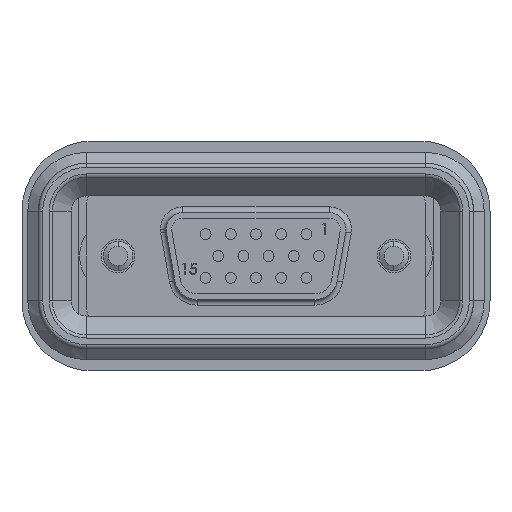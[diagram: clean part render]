
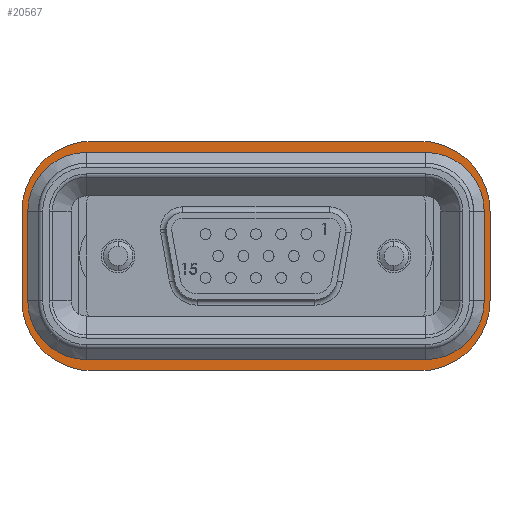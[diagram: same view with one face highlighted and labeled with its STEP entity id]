
A CAD part, front view. The second image highlights one B-rep face of the part: STEP entity #20567.
In plain terms, the highlighted planar face has unit normal (0, -1, 0).
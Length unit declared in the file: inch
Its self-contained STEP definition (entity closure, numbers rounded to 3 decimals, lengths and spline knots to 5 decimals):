
#178 = AXIS2_PLACEMENT_3D ( 'NONE', #15623, #1853, #17959 ) ;
#468 = DIRECTION ( 'NONE',  ( 0., 1., 0. ) ) ;
#607 = DIRECTION ( 'NONE',  ( 0., 0., -1. ) ) ;
#801 = DIRECTION ( 'NONE',  ( 0., -1., 0. ) ) ;
#862 = ORIENTED_EDGE ( 'NONE', *, *, #23866, .F. ) ;
#975 = CARTESIAN_POINT ( 'NONE',  ( 0.585, 0., 0.37 ) ) ;
#1085 = AXIS2_PLACEMENT_3D ( 'NONE', #5894, #21988, #8240 ) ;
#1231 = ORIENTED_EDGE ( 'NONE', *, *, #12334, .F. ) ;
#1317 = CARTESIAN_POINT ( 'NONE',  ( -0.795, 0., 0.16 ) ) ;
#1386 = CIRCLE ( 'NONE', #5938, 0.25 ) ;
#1738 = DIRECTION ( 'NONE',  ( 0., 0., 1. ) ) ;
#1853 = DIRECTION ( 'NONE',  ( 0., -1., 0. ) ) ;
#2262 = DIRECTION ( 'NONE',  ( 0., 0., -1. ) ) ;
#2494 = CARTESIAN_POINT ( 'NONE',  ( -0.835, 0., 0.16 ) ) ;
#2693 = DIRECTION ( 'NONE',  ( 0., -1., 0. ) ) ;
#2750 = VERTEX_POINT ( 'NONE', #2494 ) ;
#2805 = EDGE_CURVE ( 'NONE', #4293, #6323, #20773, .T. ) ;
#2971 = CIRCLE ( 'NONE', #13921, 0.25 ) ;
#3071 = ORIENTED_EDGE ( 'NONE', *, *, #17208, .T. ) ;
#3125 = LINE ( 'NONE', #29303, #20778 ) ;
#3355 = CARTESIAN_POINT ( 'NONE',  ( 0.585, 0., 0.16 ) ) ;
#3664 = CIRCLE ( 'NONE', #178, 0.21 ) ;
#3851 = AXIS2_PLACEMENT_3D ( 'NONE', #29818, #16031, #2262 ) ;
#3879 = ORIENTED_EDGE ( 'NONE', *, *, #20138, .F. ) ;
#4116 = EDGE_CURVE ( 'NONE', #22038, #5499, #5500, .T. ) ;
#4168 = CARTESIAN_POINT ( 'NONE',  ( -0.835, 0., -0.16 ) ) ;
#4293 = VERTEX_POINT ( 'NONE', #17975 ) ;
#4479 = LINE ( 'NONE', #15145, #28232 ) ;
#4799 = CARTESIAN_POINT ( 'NONE',  ( 0.835, 0., -0.16 ) ) ;
#4969 = AXIS2_PLACEMENT_3D ( 'NONE', #26370, #12592, #28670 ) ;
#5499 = VERTEX_POINT ( 'NONE', #23076 ) ;
#5500 = CIRCLE ( 'NONE', #1085, 0.25 ) ;
#5680 = DIRECTION ( 'NONE',  ( 0., 0., -1. ) ) ;
#5894 = CARTESIAN_POINT ( 'NONE',  ( -0.585, 0., -0.16 ) ) ;
#5938 = AXIS2_PLACEMENT_3D ( 'NONE', #14580, #801, #16895 ) ;
#6023 = VERTEX_POINT ( 'NONE', #27351 ) ;
#6117 = VECTOR ( 'NONE', #27240, 39.37008 ) ;
#6323 = VERTEX_POINT ( 'NONE', #12662 ) ;
#7148 = DIRECTION ( 'NONE',  ( 0., 0., -1. ) ) ;
#7349 = ORIENTED_EDGE ( 'NONE', *, *, #9875, .F. ) ;
#7593 = EDGE_CURVE ( 'NONE', #13663, #6023, #3664, .T. ) ;
#7983 = AXIS2_PLACEMENT_3D ( 'NONE', #3355, #19470, #5680 ) ;
#8240 = DIRECTION ( 'NONE',  ( 0., 0., 1. ) ) ;
#8767 = CARTESIAN_POINT ( 'NONE',  ( -0.585, 0., 0.37 ) ) ;
#8907 = VERTEX_POINT ( 'NONE', #1317 ) ;
#9471 = ORIENTED_EDGE ( 'NONE', *, *, #7593, .F. ) ;
#9497 = CARTESIAN_POINT ( 'NONE',  ( 0.585, 0., -0.16 ) ) ;
#9632 = CARTESIAN_POINT ( 'NONE',  ( -0.835, 0., 0.41 ) ) ;
#9662 = VECTOR ( 'NONE', #7148, 39.37008 ) ;
#9875 = EDGE_CURVE ( 'NONE', #21867, #22203, #11829, .T. ) ;
#10171 = CARTESIAN_POINT ( 'NONE',  ( -0.585, 0., -0.37 ) ) ;
#10241 = ORIENTED_EDGE ( 'NONE', *, *, #2805, .F. ) ;
#10309 = AXIS2_PLACEMENT_3D ( 'NONE', #16482, #2693, #18799 ) ;
#10799 = EDGE_CURVE ( 'NONE', #19662, #23353, #27291, .T. ) ;
#10914 = DIRECTION ( 'NONE',  ( 1., 0., 0. ) ) ;
#11808 = DIRECTION ( 'NONE',  ( 0., 0., 1. ) ) ;
#11829 = LINE ( 'NONE', #13594, #6117 ) ;
#12090 = LINE ( 'NONE', #975, #16764 ) ;
#12283 = VERTEX_POINT ( 'NONE', #28400 ) ;
#12334 = EDGE_CURVE ( 'NONE', #15692, #17715, #25028, .T. ) ;
#12421 = EDGE_CURVE ( 'NONE', #8907, #4293, #4479, .T. ) ;
#12460 = DIRECTION ( 'NONE',  ( 1., 0., 0. ) ) ;
#12542 = ORIENTED_EDGE ( 'NONE', *, *, #21279, .T. ) ;
#12592 = DIRECTION ( 'NONE',  ( 0., -1., 0. ) ) ;
#12662 = CARTESIAN_POINT ( 'NONE',  ( -0.585, 0., -0.37 ) ) ;
#12747 = ORIENTED_EDGE ( 'NONE', *, *, #4116, .T. ) ;
#12939 = ORIENTED_EDGE ( 'NONE', *, *, #24898, .F. ) ;
#13198 = CIRCLE ( 'NONE', #4969, 0.25 ) ;
#13594 = CARTESIAN_POINT ( 'NONE',  ( -0.835, 0., 0.41 ) ) ;
#13663 = VERTEX_POINT ( 'NONE', #18408 ) ;
#13921 = AXIS2_PLACEMENT_3D ( 'NONE', #9497, #25596, #11808 ) ;
#13998 = CARTESIAN_POINT ( 'NONE',  ( 0.835, 0., 0.41 ) ) ;
#14477 = CARTESIAN_POINT ( 'NONE',  ( 0.585, 0., 0.37 ) ) ;
#14580 = CARTESIAN_POINT ( 'NONE',  ( 0.585, 0., 0.16 ) ) ;
#15095 = FACE_OUTER_BOUND ( 'NONE', #16900, .T. ) ;
#15145 = CARTESIAN_POINT ( 'NONE',  ( -0.795, 0., 0.16 ) ) ;
#15154 = VECTOR ( 'NONE', #12460, 39.37008 ) ;
#15623 = CARTESIAN_POINT ( 'NONE',  ( 0.585, 0., -0.16 ) ) ;
#15692 = VERTEX_POINT ( 'NONE', #18728 ) ;
#15892 = VECTOR ( 'NONE', #607, 39.37008 ) ;
#16031 = DIRECTION ( 'NONE',  ( 0., -1., 0. ) ) ;
#16325 = LINE ( 'NONE', #26993, #17042 ) ;
#16482 = CARTESIAN_POINT ( 'NONE',  ( -0.585, 0., -0.16 ) ) ;
#16565 = DIRECTION ( 'NONE',  ( 0., 0., 1. ) ) ;
#16698 = EDGE_CURVE ( 'NONE', #5499, #12283, #16325, .T. ) ;
#16764 = VECTOR ( 'NONE', #19381, 39.37008 ) ;
#16895 = DIRECTION ( 'NONE',  ( 0., 0., 1. ) ) ;
#16900 = EDGE_LOOP ( 'NONE', ( #3071, #12747, #25190, #23729, #26124, #21558, #7349, #12542 ) ) ;
#17042 = VECTOR ( 'NONE', #10914, 39.37008 ) ;
#17208 = EDGE_CURVE ( 'NONE', #2750, #22038, #28858, .T. ) ;
#17228 = EDGE_LOOP ( 'NONE', ( #25916, #862, #17601, #1231, #12939, #9471, #3879, #10241 ) ) ;
#17601 = ORIENTED_EDGE ( 'NONE', *, *, #25991, .F. ) ;
#17715 = VERTEX_POINT ( 'NONE', #14477 ) ;
#17959 = DIRECTION ( 'NONE',  ( 0., 0., -1. ) ) ;
#17975 = CARTESIAN_POINT ( 'NONE',  ( -0.795, 0., -0.16 ) ) ;
#18408 = CARTESIAN_POINT ( 'NONE',  ( 0.585, 0., -0.37 ) ) ;
#18728 = CARTESIAN_POINT ( 'NONE',  ( 0.795, 0., 0.16 ) ) ;
#18799 = DIRECTION ( 'NONE',  ( 0., 0., -1. ) ) ;
#19381 = DIRECTION ( 'NONE',  ( -1., 0., 0. ) ) ;
#19442 = CARTESIAN_POINT ( 'NONE',  ( 0.835, 0., 0.16 ) ) ;
#19470 = DIRECTION ( 'NONE',  ( 0., -1., 0. ) ) ;
#19662 = VERTEX_POINT ( 'NONE', #19442 ) ;
#20104 = CARTESIAN_POINT ( 'NONE',  ( -0.585, 0., 0.41 ) ) ;
#20138 = EDGE_CURVE ( 'NONE', #6323, #13663, #21251, .T. ) ;
#20488 = FACE_BOUND ( 'NONE', #17228, .T. ) ;
#20567 = ADVANCED_FACE ( 'NONE', ( #20488, #15095 ), #28016, .F. ) ;
#20773 = CIRCLE ( 'NONE', #10309, 0.21 ) ;
#20778 = VECTOR ( 'NONE', #1738, 39.37008 ) ;
#21251 = LINE ( 'NONE', #10171, #15154 ) ;
#21279 = EDGE_CURVE ( 'NONE', #21867, #2750, #13198, .T. ) ;
#21442 = VERTEX_POINT ( 'NONE', #8767 ) ;
#21558 = ORIENTED_EDGE ( 'NONE', *, *, #28716, .T. ) ;
#21867 = VERTEX_POINT ( 'NONE', #20104 ) ;
#21988 = DIRECTION ( 'NONE',  ( 0., -1., 0. ) ) ;
#22038 = VERTEX_POINT ( 'NONE', #4168 ) ;
#22203 = VERTEX_POINT ( 'NONE', #25513 ) ;
#23076 = CARTESIAN_POINT ( 'NONE',  ( -0.585, 0., -0.41 ) ) ;
#23353 = VERTEX_POINT ( 'NONE', #4799 ) ;
#23729 = ORIENTED_EDGE ( 'NONE', *, *, #29658, .T. ) ;
#23866 = EDGE_CURVE ( 'NONE', #21442, #8907, #26267, .T. ) ;
#24407 = DIRECTION ( 'NONE',  ( 0., 0., -1. ) ) ;
#24898 = EDGE_CURVE ( 'NONE', #6023, #15692, #3125, .T. ) ;
#25028 = CIRCLE ( 'NONE', #7983, 0.21 ) ;
#25190 = ORIENTED_EDGE ( 'NONE', *, *, #16698, .T. ) ;
#25513 = CARTESIAN_POINT ( 'NONE',  ( 0.585, 0., 0.41 ) ) ;
#25596 = DIRECTION ( 'NONE',  ( 0., -1., 0. ) ) ;
#25916 = ORIENTED_EDGE ( 'NONE', *, *, #12421, .F. ) ;
#25991 = EDGE_CURVE ( 'NONE', #17715, #21442, #12090, .T. ) ;
#26124 = ORIENTED_EDGE ( 'NONE', *, *, #10799, .F. ) ;
#26267 = CIRCLE ( 'NONE', #3851, 0.21 ) ;
#26344 = AXIS2_PLACEMENT_3D ( 'NONE', #9632, #468, #16565 ) ;
#26370 = CARTESIAN_POINT ( 'NONE',  ( -0.585, 0., 0.16 ) ) ;
#26993 = CARTESIAN_POINT ( 'NONE',  ( -0.835, 0., -0.41 ) ) ;
#27240 = DIRECTION ( 'NONE',  ( 1., 0., 0. ) ) ;
#27291 = LINE ( 'NONE', #13998, #9662 ) ;
#27351 = CARTESIAN_POINT ( 'NONE',  ( 0.795, 0., -0.16 ) ) ;
#28016 = PLANE ( 'NONE',  #26344 ) ;
#28161 = CARTESIAN_POINT ( 'NONE',  ( -0.835, 0., 0.41 ) ) ;
#28232 = VECTOR ( 'NONE', #24407, 39.37008 ) ;
#28400 = CARTESIAN_POINT ( 'NONE',  ( 0.585, 0., -0.41 ) ) ;
#28670 = DIRECTION ( 'NONE',  ( 0., 0., 1. ) ) ;
#28716 = EDGE_CURVE ( 'NONE', #19662, #22203, #1386, .T. ) ;
#28858 = LINE ( 'NONE', #28161, #15892 ) ;
#29303 = CARTESIAN_POINT ( 'NONE',  ( 0.795, 0., -0.16 ) ) ;
#29658 = EDGE_CURVE ( 'NONE', #12283, #23353, #2971, .T. ) ;
#29818 = CARTESIAN_POINT ( 'NONE',  ( -0.585, 0., 0.16 ) ) ;
